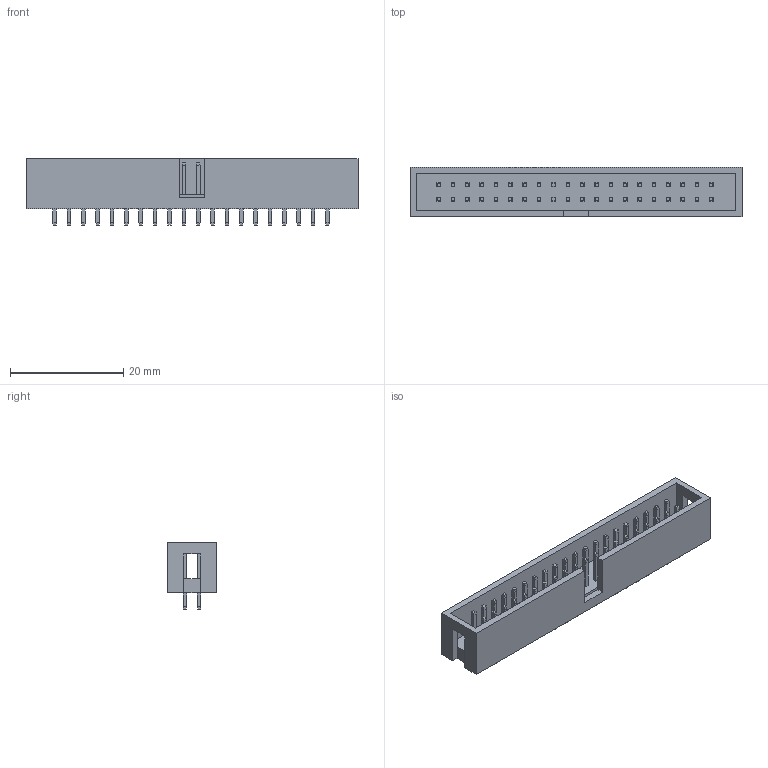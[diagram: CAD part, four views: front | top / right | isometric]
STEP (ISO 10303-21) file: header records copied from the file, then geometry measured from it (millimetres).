
FILE_DESCRIPTION (( 'STEP AP214' ), '1' );
FILE_NAME ('IDC_20X2.STEP', '2023-09-29T15:55:43', ( '' ), ( '' ), 'SwSTEP 2.0', 'SolidWorks 2016', '' );
FILE_SCHEMA (( 'AUTOMOTIVE_DESIGN' ));
Length unit declared in the file: millimetre
Products named in the file (1): IDC_20X2
Bounding box: 58.74 x 8.8 x 11.8 mm (x, y, z)
Volume: 2340.6 mm3; surface area: 3843.8 mm2
Topology: 1 solids, 1 shells, 744 faces, 1672 edges, 1006 vertices
Faces by surface type: plane 744
Entity records: 28054 total; most frequent: CARTESIAN_POINT 3423, ORIENTED_EDGE 3344, DIRECTION 3162, VECTOR 1672, EDGE_CURVE 1672, LINE 1672, VERTEX_POINT 1006, EDGE_LOOP 824
